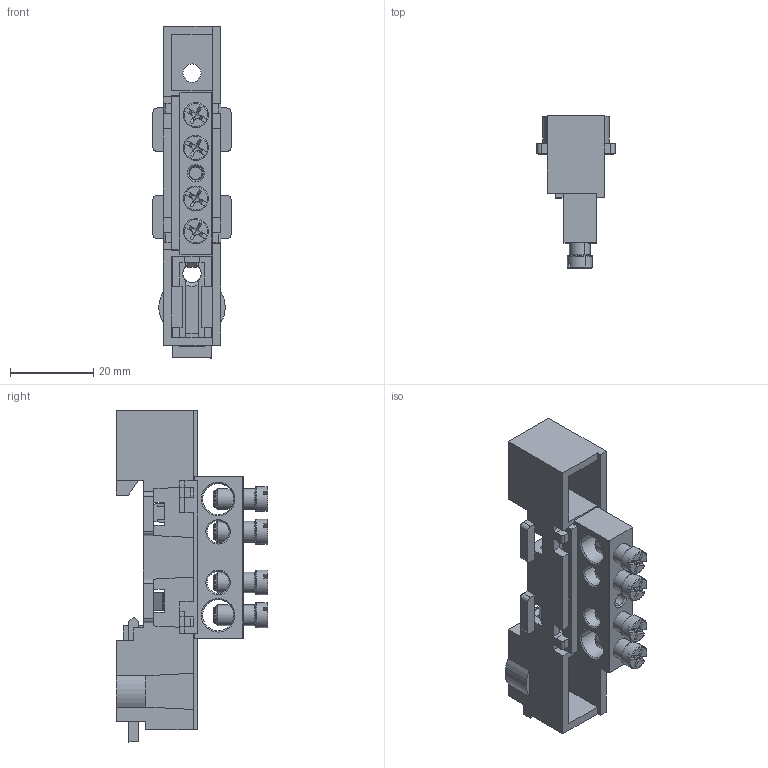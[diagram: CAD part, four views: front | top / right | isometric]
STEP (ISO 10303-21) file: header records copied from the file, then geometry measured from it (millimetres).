
FILE_DESCRIPTION (( 'STEP AP214' ), '1' );
FILE_NAME ('KSN-8 8õ12-04.STEP', '2023-11-22T08:26:57', ( '' ), ( '' ), 'SwSTEP 2.0', 'SolidWorks 2022', '' );
FILE_SCHEMA (( 'AUTOMOTIVE_DESIGN' ));
Length unit declared in the file: millimetre
Products named in the file (8): защелка UH_каталог; UHBT-4-8x12.04.00; Подставка универсалM1_Каталог_2016_100А; Винт М5х10_20140212; KSN-8 8х12-04; UHBT-4-8x12.04.01; SHBT-01 02 8х12; Винт М4х8
Assembly tree (10 placements, depth 3):
  KSN-8 8х12-04
    Подставка универсалM1_Каталог_2016_100А
    защелка UH_каталог
    SHBT-01 02 8х12
    UHBT-4-8x12.04.00
      UHBT-4-8x12.04.01
      Винт М5х10_20140212  x4
    Винт М4х8
Bounding box: 18.8 x 36.6 x 80 mm (x, y, z)
Volume: 12288.4 mm3; surface area: 14071.5 mm2
Topology: 9 solids, 9 shells, 620 faces, 1740 edges, 1117 vertices
Faces by surface type: plane 399, cylinder 106, cone 73, torus 40, bspline 2
Entity records: 16057 total; most frequent: CARTESIAN_POINT 3245, ORIENTED_EDGE 2672, DIRECTION 2425, EDGE_CURVE 1336, VECTOR 997, LINE 997, VERTEX_POINT 862, AXIS2_PLACEMENT_3D 714
